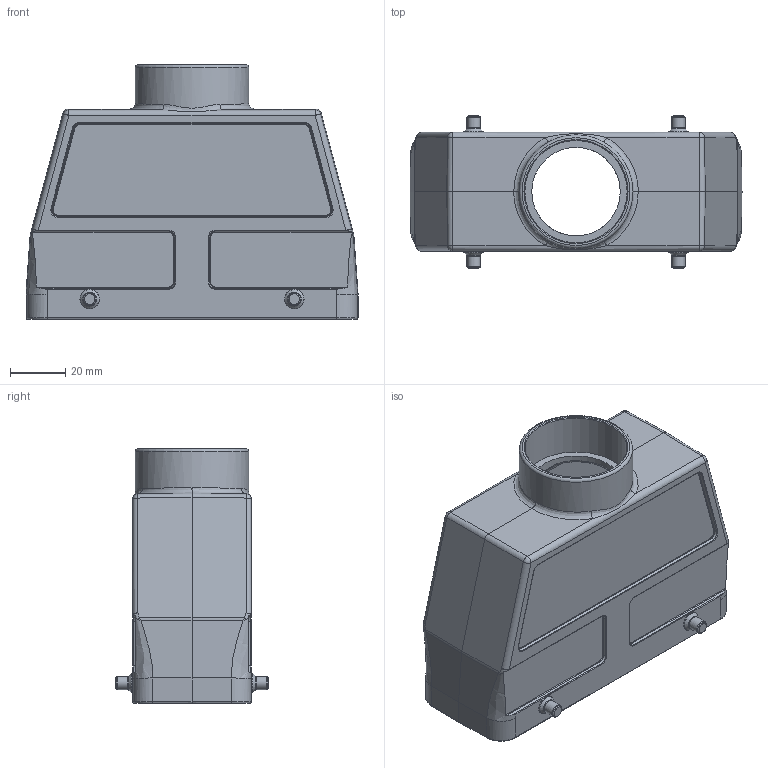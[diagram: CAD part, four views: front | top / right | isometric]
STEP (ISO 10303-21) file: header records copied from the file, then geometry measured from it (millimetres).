
FILE_DESCRIPTION(/* description */ (''),/* implementation_level */ '2;1');
FILE_NAME(/* name */ '100765755ugm000_a.stp',/* time_stamp */ '2018-03-06T09:58:04+01:00',/* author */ (''),/* organization */ (''),/* preprocessor_version */ 'ST-DEVELOPER v16',/* originating_system */ 'SIEMENS PLM Software NX 10.0',/* authorisation */ '');
FILE_SCHEMA (('AUTOMOTIVE_DESIGN { 1 0 10303 214 3 1 1 1 }'));
Length unit declared in the file: millimetre
Products named in the file (1): 100765755ugm000_a
Bounding box: 120 x 55.6 x 92 mm (x, y, z)
Volume: 81496.8 mm3; surface area: 54984.4 mm2
Topology: 1 solids, 1 shells, 462 faces, 1695 edges, 1838 vertices
Faces by surface type: plane 171, cylinder 135, bspline 54, torus 53, cone 41, sphere 8
Full cylindrical faces by diameter (mm): 3 x4, 4 x4, 4.8 x4, 7 x4, 32 x1, 37 x1, 41 x1
Entity records: 22904 total; most frequent: CARTESIAN_POINT 5974, DIRECTION 2309, ORIENTED_EDGE 2082, PRESENTATION_STYLE_ASSIGNMENT 1052, EDGE_CURVE 1041, AXIS2_PLACEMENT_3D 815, LINE 679, VECTOR 679
